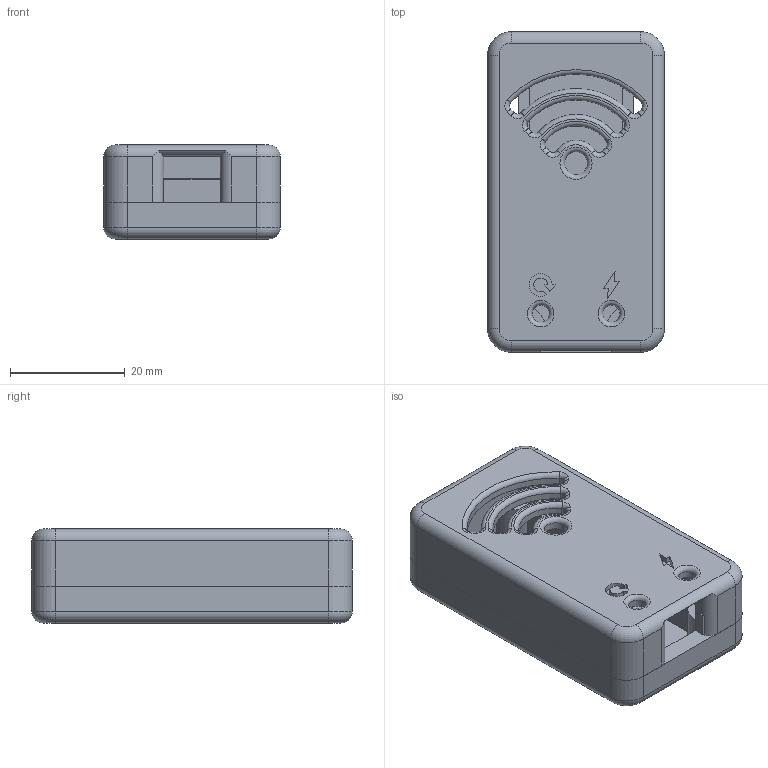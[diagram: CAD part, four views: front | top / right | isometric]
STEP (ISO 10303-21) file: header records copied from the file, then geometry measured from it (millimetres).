
FILE_DESCRIPTION(/* description */ (''),/* implementation_level */ '2;1');
FILE_NAME(/* name */ 'NodeMCU Case v17.step',/* time_stamp */ '2019-11-11T22:26:28+02:00',/* author */ (''),/* organization */ (''),/* preprocessor_version */ 'ST-DEVELOPER v18',/* originating_system */ 'Autodesk Translation Framework v8.9.1.1155',/* authorisation */ '');
FILE_SCHEMA (('AUTOMOTIVE_DESIGN { 1 0 10303 214 3 1 1 }'));
Length unit declared in the file: millimetre
Products named in the file (3): NodeMCU Case; Bottom; Top
Assembly tree (2 placements, depth 2):
  NodeMCU Case
    Bottom
    Top
Bounding box: 30.8 x 55.8 x 16.4 mm (x, y, z)
Volume: 12546.7 mm3; surface area: 13186.3 mm2
Topology: 2 solids, 2 shells, 194 faces, 498 edges, 317 vertices
Faces by surface type: plane 85, cylinder 72, torus 29, cone 8
Full cylindrical faces by diameter (mm): 3 x6, 4 x1
Entity records: 6048 total; most frequent: DIRECTION 1102, CARTESIAN_POINT 1014, ORIENTED_EDGE 996, EDGE_CURVE 498, AXIS2_PLACEMENT_3D 405, VERTEX_POINT 317, LINE 292, VECTOR 292
